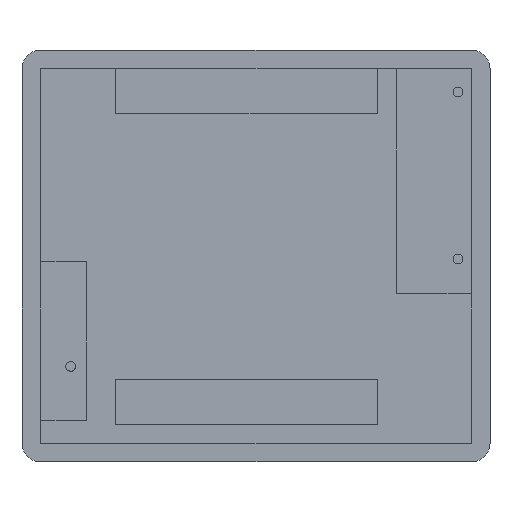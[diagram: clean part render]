
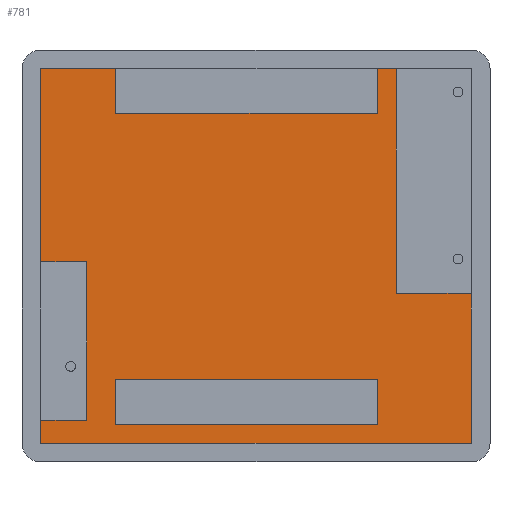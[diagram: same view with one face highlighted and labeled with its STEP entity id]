
A CAD part, top view. The second image highlights one B-rep face of the part: STEP entity #781.
In plain terms, the highlighted planar face has unit normal (0, 0, 1).
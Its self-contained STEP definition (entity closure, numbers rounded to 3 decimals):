
#23=FACE_BOUND('',#151,.T.);
#24=FACE_BOUND('',#152,.T.);
#54=PLANE('',#851);
#100=FACE_OUTER_BOUND('',#150,.T.);
#150=EDGE_LOOP('',(#704,#705,#706,#707,#708,#709,#710,#711,#712,#713));
#151=EDGE_LOOP('',(#714,#715,#716,#717));
#152=EDGE_LOOP('',(#718,#719,#720,#721));
#160=LINE('',#1092,#240);
#163=LINE('',#1097,#243);
#165=LINE('',#1101,#245);
#166=LINE('',#1104,#246);
#170=LINE('',#1111,#250);
#176=LINE('',#1129,#256);
#178=LINE('',#1133,#258);
#180=LINE('',#1137,#260);
#213=LINE('',#1281,#293);
#216=LINE('',#1286,#296);
#218=LINE('',#1290,#298);
#219=LINE('',#1292,#299);
#225=LINE('',#1306,#305);
#228=LINE('',#1311,#308);
#230=LINE('',#1315,#310);
#231=LINE('',#1317,#311);
#232=LINE('',#1319,#312);
#233=LINE('',#1321,#313);
#240=VECTOR('',#873,10.);
#243=VECTOR('',#878,10.);
#245=VECTOR('',#882,10.);
#246=VECTOR('',#885,10.);
#250=VECTOR('',#889,10.);
#256=VECTOR('',#903,10.);
#258=VECTOR('',#907,10.);
#260=VECTOR('',#911,10.);
#293=VECTOR('',#1026,10.);
#296=VECTOR('',#1031,10.);
#298=VECTOR('',#1035,10.);
#299=VECTOR('',#1038,10.);
#305=VECTOR('',#1048,10.);
#308=VECTOR('',#1053,10.);
#310=VECTOR('',#1057,10.);
#311=VECTOR('',#1060,10.);
#312=VECTOR('',#1063,10.);
#313=VECTOR('',#1066,10.);
#346=VERTEX_POINT('',#1089);
#347=VERTEX_POINT('',#1091);
#348=VERTEX_POINT('',#1095);
#349=VERTEX_POINT('',#1099);
#350=VERTEX_POINT('',#1103);
#353=VERTEX_POINT('',#1109);
#360=VERTEX_POINT('',#1126);
#361=VERTEX_POINT('',#1128);
#362=VERTEX_POINT('',#1132);
#363=VERTEX_POINT('',#1136);
#396=VERTEX_POINT('',#1278);
#397=VERTEX_POINT('',#1280);
#398=VERTEX_POINT('',#1284);
#399=VERTEX_POINT('',#1288);
#404=VERTEX_POINT('',#1303);
#405=VERTEX_POINT('',#1305);
#406=VERTEX_POINT('',#1309);
#407=VERTEX_POINT('',#1313);
#416=EDGE_CURVE('',#347,#346,#160,.T.);
#419=EDGE_CURVE('',#346,#348,#163,.T.);
#421=EDGE_CURVE('',#348,#349,#165,.T.);
#422=EDGE_CURVE('',#347,#350,#166,.T.);
#426=EDGE_CURVE('',#353,#349,#170,.T.);
#434=EDGE_CURVE('',#361,#360,#176,.T.);
#436=EDGE_CURVE('',#362,#361,#178,.T.);
#438=EDGE_CURVE('',#362,#363,#180,.F.);
#493=EDGE_CURVE('',#397,#396,#213,.T.);
#496=EDGE_CURVE('',#396,#398,#216,.T.);
#498=EDGE_CURVE('',#398,#399,#218,.T.);
#499=EDGE_CURVE('',#399,#397,#219,.T.);
#505=EDGE_CURVE('',#405,#404,#225,.T.);
#508=EDGE_CURVE('',#404,#406,#228,.T.);
#510=EDGE_CURVE('',#406,#407,#230,.T.);
#511=EDGE_CURVE('',#407,#405,#231,.T.);
#512=EDGE_CURVE('',#350,#360,#232,.T.);
#513=EDGE_CURVE('',#363,#353,#233,.T.);
#704=ORIENTED_EDGE('',*,*,#421,.T.);
#705=ORIENTED_EDGE('',*,*,#426,.F.);
#706=ORIENTED_EDGE('',*,*,#513,.F.);
#707=ORIENTED_EDGE('',*,*,#438,.F.);
#708=ORIENTED_EDGE('',*,*,#436,.T.);
#709=ORIENTED_EDGE('',*,*,#434,.T.);
#710=ORIENTED_EDGE('',*,*,#512,.F.);
#711=ORIENTED_EDGE('',*,*,#422,.F.);
#712=ORIENTED_EDGE('',*,*,#416,.T.);
#713=ORIENTED_EDGE('',*,*,#419,.T.);
#714=ORIENTED_EDGE('',*,*,#493,.T.);
#715=ORIENTED_EDGE('',*,*,#496,.T.);
#716=ORIENTED_EDGE('',*,*,#498,.T.);
#717=ORIENTED_EDGE('',*,*,#499,.T.);
#718=ORIENTED_EDGE('',*,*,#505,.T.);
#719=ORIENTED_EDGE('',*,*,#508,.T.);
#720=ORIENTED_EDGE('',*,*,#510,.T.);
#721=ORIENTED_EDGE('',*,*,#511,.T.);
#781=ADVANCED_FACE('',(#100,#23,#24),#54,.F.);
#851=AXIS2_PLACEMENT_3D('',#1322,#1067,#1068);
#873=DIRECTION('',(1.,0.,0.));
#878=DIRECTION('',(0.,-1.,0.));
#882=DIRECTION('',(-1.,0.,0.));
#885=DIRECTION('',(0.,1.,0.));
#889=DIRECTION('',(0.,1.,0.));
#903=DIRECTION('',(0.,1.,0.));
#907=DIRECTION('',(-1.,0.,0.));
#911=DIRECTION('',(0.,1.,0.));
#1026=DIRECTION('',(0.,-1.,0.));
#1031=DIRECTION('',(-1.,0.,0.));
#1035=DIRECTION('',(0.,1.,0.));
#1038=DIRECTION('',(1.,0.,0.));
#1048=DIRECTION('',(0.,1.,0.));
#1053=DIRECTION('',(1.,0.,0.));
#1057=DIRECTION('',(0.,-1.,0.));
#1060=DIRECTION('',(-1.,0.,0.));
#1063=DIRECTION('',(1.,0.,0.));
#1066=DIRECTION('',(-1.,0.,0.));
#1067=DIRECTION('center_axis',(0.,0.,-1.));
#1068=DIRECTION('ref_axis',(-1.,0.,0.));
#1089=CARTESIAN_POINT('',(-7.743,-106.494,-8.3));
#1091=CARTESIAN_POINT('',(-20.,-106.494,-8.3));
#1092=CARTESIAN_POINT('',(10.564,-106.494,-8.3));
#1095=CARTESIAN_POINT('',(-7.743,-148.914,-8.3));
#1097=CARTESIAN_POINT('',(-7.743,-116.352,-8.3));
#1099=CARTESIAN_POINT('',(-20.,-148.914,-8.3));
#1101=CARTESIAN_POINT('',(10.564,-148.914,-8.3));
#1103=CARTESIAN_POINT('',(-20.,-55.,-8.3));
#1104=CARTESIAN_POINT('',(-20.,-155.,-8.3));
#1109=CARTESIAN_POINT('',(-20.,-155.,-8.3));
#1111=CARTESIAN_POINT('',(-20.,-155.,-8.3));
#1126=CARTESIAN_POINT('',(75.,-55.,-8.3));
#1128=CARTESIAN_POINT('',(75.,-115.,-8.3));
#1129=CARTESIAN_POINT('',(75.,-95.,-8.3));
#1132=CARTESIAN_POINT('',(95.,-115.,-8.3));
#1133=CARTESIAN_POINT('',(60.,-115.,-8.3));
#1136=CARTESIAN_POINT('',(95.,-155.,-8.3));
#1137=CARTESIAN_POINT('',(95.,-80.,-8.3));
#1278=CARTESIAN_POINT('',(69.92,-66.825,-8.3));
#1280=CARTESIAN_POINT('',(69.92,-55.,-8.3));
#1281=CARTESIAN_POINT('',(69.92,-82.956,-8.3));
#1284=CARTESIAN_POINT('',(0.,-66.825,-8.3));
#1286=CARTESIAN_POINT('',(34.98,-66.825,-8.3));
#1288=CARTESIAN_POINT('',(0.,-55.,-8.3));
#1290=CARTESIAN_POINT('',(0.,-82.956,-8.3));
#1292=CARTESIAN_POINT('',(34.98,-55.,-8.3));
#1303=CARTESIAN_POINT('',(0.,-137.97,-8.3));
#1305=CARTESIAN_POINT('',(0.,-150.,-8.3));
#1306=CARTESIAN_POINT('',(0.,-124.493,-8.3));
#1309=CARTESIAN_POINT('',(70.034,-137.97,-8.3));
#1311=CARTESIAN_POINT('',(35.009,-137.97,-8.3));
#1313=CARTESIAN_POINT('',(70.034,-150.,-8.3));
#1315=CARTESIAN_POINT('',(70.034,-124.493,-8.3));
#1317=CARTESIAN_POINT('',(35.009,-150.,-8.3));
#1319=CARTESIAN_POINT('',(-20.,-55.,-8.3));
#1321=CARTESIAN_POINT('',(90.,-155.,-8.3));
#1322=CARTESIAN_POINT('Origin',(35.,-105.,-8.3));
